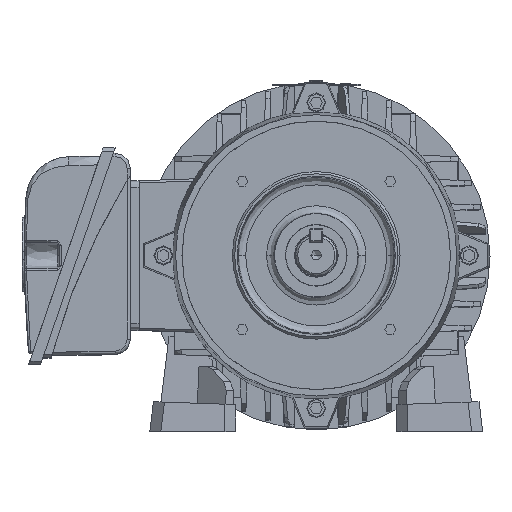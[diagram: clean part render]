
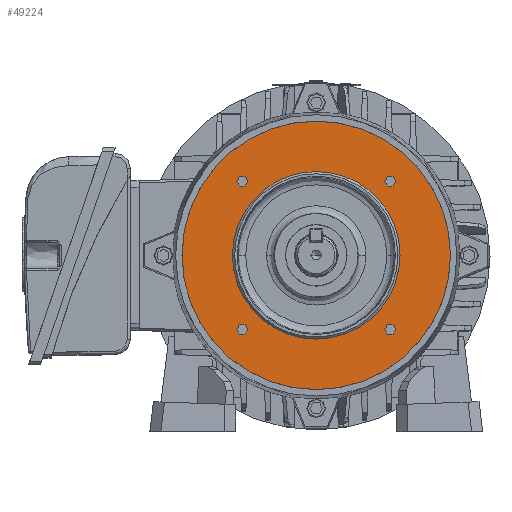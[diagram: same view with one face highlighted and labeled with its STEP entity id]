
A CAD part, top view. The second image highlights one B-rep face of the part: STEP entity #49224.
In plain terms, the highlighted planar face has unit normal (0, 0, 1).
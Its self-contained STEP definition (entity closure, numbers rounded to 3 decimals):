
#406 = DIRECTION ( 'NONE',  ( 1., 0., 0. ) ) ;
#707 = DIRECTION ( 'NONE',  ( 0., 0., 1. ) ) ;
#1496 = VERTEX_POINT ( 'NONE', #43388 ) ;
#1538 = ORIENTED_EDGE ( 'NONE', *, *, #21982, .F. ) ;
#1686 = DIRECTION ( 'NONE',  ( 1., 0., 0. ) ) ;
#4320 = DIRECTION ( 'NONE',  ( 0., 0., 1. ) ) ;
#5704 = CIRCLE ( 'NONE', #25373, 2.553 ) ;
#6638 = CARTESIAN_POINT ( 'NONE',  ( -33.658, -33.658, 7.1 ) ) ;
#6799 = ORIENTED_EDGE ( 'NONE', *, *, #46173, .T. ) ;
#6885 = EDGE_LOOP ( 'NONE', ( #28577, #38930 ) ) ;
#7795 = EDGE_LOOP ( 'NONE', ( #18826, #52085 ) ) ;
#8632 = FACE_BOUND ( 'NONE', #6885, .T. ) ;
#8707 = VERTEX_POINT ( 'NONE', #36737 ) ;
#9269 = PLANE ( 'NONE',  #62649 ) ;
#12228 = DIRECTION ( 'NONE',  ( 0., 0., 1. ) ) ;
#14300 = VERTEX_POINT ( 'NONE', #15014 ) ;
#14724 = DIRECTION ( 'NONE',  ( 0., 0., 1. ) ) ;
#15014 = CARTESIAN_POINT ( 'NONE',  ( -36.211, -33.658, 7.1 ) ) ;
#15750 = AXIS2_PLACEMENT_3D ( 'NONE', #6638, #49351, #1686 ) ;
#15884 = EDGE_CURVE ( 'NONE', #56920, #36479, #52177, .T. ) ;
#15958 = DIRECTION ( 'NONE',  ( -1., 0., 0. ) ) ;
#16601 = ORIENTED_EDGE ( 'NONE', *, *, #60037, .F. ) ;
#17531 = DIRECTION ( 'NONE',  ( 0., 0., 1. ) ) ;
#17635 = CIRCLE ( 'NONE', #68968, 61.026 ) ;
#18583 = CARTESIAN_POINT ( 'NONE',  ( 0., 0., 7.1 ) ) ;
#18826 = ORIENTED_EDGE ( 'NONE', *, *, #15884, .F. ) ;
#18972 = CIRCLE ( 'NONE', #30346, 38.1 ) ;
#20578 = DIRECTION ( 'NONE',  ( 0., 0., 1. ) ) ;
#20658 = CIRCLE ( 'NONE', #28114, 2.553 ) ;
#20760 = DIRECTION ( 'NONE',  ( 0., 0., -1. ) ) ;
#21236 = CARTESIAN_POINT ( 'NONE',  ( 33.658, -33.658, 7.1 ) ) ;
#21541 = EDGE_CURVE ( 'NONE', #50379, #8707, #18972, .T. ) ;
#21982 = EDGE_CURVE ( 'NONE', #22436, #14300, #20658, .T. ) ;
#22010 = CARTESIAN_POINT ( 'NONE',  ( -33.658, 33.658, 7.1 ) ) ;
#22436 = VERTEX_POINT ( 'NONE', #26445 ) ;
#22639 = CARTESIAN_POINT ( 'NONE',  ( 36.211, 33.658, 7.1 ) ) ;
#23984 = DIRECTION ( 'NONE',  ( 1., 0., 0. ) ) ;
#24970 = VERTEX_POINT ( 'NONE', #42198 ) ;
#25368 = DIRECTION ( 'NONE',  ( 1., 0., 0. ) ) ;
#25373 = AXIS2_PLACEMENT_3D ( 'NONE', #22010, #707, #59568 ) ;
#25868 = ORIENTED_EDGE ( 'NONE', *, *, #40824, .F. ) ;
#25901 = CIRCLE ( 'NONE', #67246, 2.553 ) ;
#26194 = FACE_OUTER_BOUND ( 'NONE', #32794, .T. ) ;
#26445 = CARTESIAN_POINT ( 'NONE',  ( -31.106, -33.658, 7.1 ) ) ;
#26608 = EDGE_CURVE ( 'NONE', #53325, #43305, #65479, .T. ) ;
#26882 = CARTESIAN_POINT ( 'NONE',  ( 61.026, 0., 7.1 ) ) ;
#27415 = AXIS2_PLACEMENT_3D ( 'NONE', #59800, #17531, #64867 ) ;
#27796 = DIRECTION ( 'NONE',  ( 1., 0., 0. ) ) ;
#27880 = FACE_BOUND ( 'NONE', #53727, .T. ) ;
#28037 = DIRECTION ( 'NONE',  ( 0., 0., 1. ) ) ;
#28114 = AXIS2_PLACEMENT_3D ( 'NONE', #42267, #20578, #41345 ) ;
#28577 = ORIENTED_EDGE ( 'NONE', *, *, #52780, .F. ) ;
#28824 = AXIS2_PLACEMENT_3D ( 'NONE', #18583, #61510, #23984 ) ;
#30346 = AXIS2_PLACEMENT_3D ( 'NONE', #58214, #52845, #15958 ) ;
#31376 = CARTESIAN_POINT ( 'NONE',  ( -61.026, 0., 7.1 ) ) ;
#31931 = DIRECTION ( 'NONE',  ( 0., 0., 1. ) ) ;
#32179 = DIRECTION ( 'NONE',  ( 1., 0., 0. ) ) ;
#32498 = EDGE_CURVE ( 'NONE', #1496, #47825, #34011, .T. ) ;
#32794 = EDGE_LOOP ( 'NONE', ( #37974, #53197 ) ) ;
#34011 = CIRCLE ( 'NONE', #35331, 2.553 ) ;
#34528 = CIRCLE ( 'NONE', #15750, 2.553 ) ;
#35331 = AXIS2_PLACEMENT_3D ( 'NONE', #59764, #28037, #27796 ) ;
#35350 = CIRCLE ( 'NONE', #39355, 2.553 ) ;
#36406 = DIRECTION ( 'NONE',  ( -1., 0., 0. ) ) ;
#36479 = VERTEX_POINT ( 'NONE', #61479 ) ;
#36737 = CARTESIAN_POINT ( 'NONE',  ( -38.1, 0., 7.1 ) ) ;
#36919 = EDGE_LOOP ( 'NONE', ( #16601, #66529 ) ) ;
#37759 = DIRECTION ( 'NONE',  ( 0., 0., 1. ) ) ;
#37974 = ORIENTED_EDGE ( 'NONE', *, *, #58979, .T. ) ;
#38545 = DIRECTION ( 'NONE',  ( 1., 0., 0. ) ) ;
#38930 = ORIENTED_EDGE ( 'NONE', *, *, #32498, .F. ) ;
#39042 = ORIENTED_EDGE ( 'NONE', *, *, #21541, .T. ) ;
#39244 = AXIS2_PLACEMENT_3D ( 'NONE', #58092, #20760, #36406 ) ;
#39355 = AXIS2_PLACEMENT_3D ( 'NONE', #21236, #37759, #406 ) ;
#40824 = EDGE_CURVE ( 'NONE', #14300, #22436, #34528, .T. ) ;
#41210 = FACE_BOUND ( 'NONE', #7795, .T. ) ;
#41345 = DIRECTION ( 'NONE',  ( 1., 0., 0. ) ) ;
#42184 = CARTESIAN_POINT ( 'NONE',  ( 0., 0., 7.1 ) ) ;
#42198 = CARTESIAN_POINT ( 'NONE',  ( 31.106, -33.658, 7.1 ) ) ;
#42267 = CARTESIAN_POINT ( 'NONE',  ( -33.658, -33.658, 7.1 ) ) ;
#43182 = EDGE_LOOP ( 'NONE', ( #6799, #39042 ) ) ;
#43305 = VERTEX_POINT ( 'NONE', #31376 ) ;
#43388 = CARTESIAN_POINT ( 'NONE',  ( 31.106, 33.658, 7.1 ) ) ;
#43695 = CARTESIAN_POINT ( 'NONE',  ( 33.658, 33.658, 7.1 ) ) ;
#44608 = AXIS2_PLACEMENT_3D ( 'NONE', #43695, #12228, #38545 ) ;
#44836 = EDGE_CURVE ( 'NONE', #36479, #56920, #5704, .T. ) ;
#45763 = CARTESIAN_POINT ( 'NONE',  ( 33.658, -33.658, 7.1 ) ) ;
#45777 = CARTESIAN_POINT ( 'NONE',  ( 36.211, -33.658, 7.1 ) ) ;
#46173 = EDGE_CURVE ( 'NONE', #8707, #50379, #67295, .T. ) ;
#46604 = CARTESIAN_POINT ( 'NONE',  ( 0., -70., 7.1 ) ) ;
#46606 = CIRCLE ( 'NONE', #44608, 2.553 ) ;
#47825 = VERTEX_POINT ( 'NONE', #22639 ) ;
#49224 = ADVANCED_FACE ( 'NONE', ( #41210, #8632, #67911, #27880, #53750, #26194 ), #9269, .T. ) ;
#49351 = DIRECTION ( 'NONE',  ( 0., 0., 1. ) ) ;
#50379 = VERTEX_POINT ( 'NONE', #52203 ) ;
#52085 = ORIENTED_EDGE ( 'NONE', *, *, #44836, .F. ) ;
#52177 = CIRCLE ( 'NONE', #27415, 2.553 ) ;
#52203 = CARTESIAN_POINT ( 'NONE',  ( 38.1, 0., 7.1 ) ) ;
#52780 = EDGE_CURVE ( 'NONE', #47825, #1496, #46606, .T. ) ;
#52845 = DIRECTION ( 'NONE',  ( 0., 0., -1. ) ) ;
#53197 = ORIENTED_EDGE ( 'NONE', *, *, #26608, .T. ) ;
#53325 = VERTEX_POINT ( 'NONE', #26882 ) ;
#53727 = EDGE_LOOP ( 'NONE', ( #1538, #25868 ) ) ;
#53750 = FACE_BOUND ( 'NONE', #43182, .T. ) ;
#56290 = EDGE_CURVE ( 'NONE', #24970, #61117, #35350, .T. ) ;
#56920 = VERTEX_POINT ( 'NONE', #64512 ) ;
#57435 = DIRECTION ( 'NONE',  ( 1., 0., 0. ) ) ;
#58092 = CARTESIAN_POINT ( 'NONE',  ( 0., 0., 7.1 ) ) ;
#58214 = CARTESIAN_POINT ( 'NONE',  ( 0., 0., 7.1 ) ) ;
#58979 = EDGE_CURVE ( 'NONE', #43305, #53325, #17635, .T. ) ;
#59568 = DIRECTION ( 'NONE',  ( 1., 0., 0. ) ) ;
#59764 = CARTESIAN_POINT ( 'NONE',  ( 33.658, 33.658, 7.1 ) ) ;
#59800 = CARTESIAN_POINT ( 'NONE',  ( -33.658, 33.658, 7.1 ) ) ;
#60037 = EDGE_CURVE ( 'NONE', #61117, #24970, #25901, .T. ) ;
#61117 = VERTEX_POINT ( 'NONE', #45777 ) ;
#61479 = CARTESIAN_POINT ( 'NONE',  ( -36.211, 33.658, 7.1 ) ) ;
#61510 = DIRECTION ( 'NONE',  ( 0., 0., 1. ) ) ;
#62649 = AXIS2_PLACEMENT_3D ( 'NONE', #46604, #4320, #25368 ) ;
#64512 = CARTESIAN_POINT ( 'NONE',  ( -31.106, 33.658, 7.1 ) ) ;
#64867 = DIRECTION ( 'NONE',  ( 1., 0., 0. ) ) ;
#65479 = CIRCLE ( 'NONE', #28824, 61.026 ) ;
#66529 = ORIENTED_EDGE ( 'NONE', *, *, #56290, .F. ) ;
#67246 = AXIS2_PLACEMENT_3D ( 'NONE', #45763, #14724, #57435 ) ;
#67295 = CIRCLE ( 'NONE', #39244, 38.1 ) ;
#67911 = FACE_BOUND ( 'NONE', #36919, .T. ) ;
#68968 = AXIS2_PLACEMENT_3D ( 'NONE', #42184, #31931, #32179 ) ;
